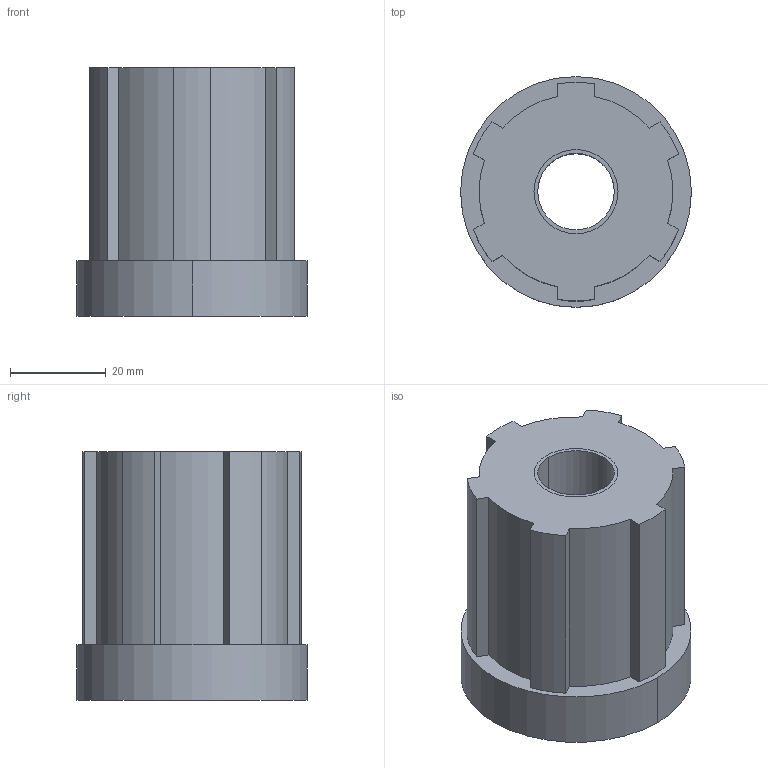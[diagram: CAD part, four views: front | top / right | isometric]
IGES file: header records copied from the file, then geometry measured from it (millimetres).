
Start section:  PTC IGES file: r018063081.igs
Global section: file name: r018063081.igs; native system: Pro/ENGINEER by Parametric Technology Corporation; preprocessor: 2005310; author: Andrea.Castagnoli; organization: Unknown; date: 070219.110221; units: millimetre
Bounding box: 48.3 x 48.3 x 52 mm (x, y, z)
Volume: 67913.4 mm3; surface area: 16929.6 mm2
Topology: 1 solids, 2 shells, 33 faces, 90 edges, 60 vertices
Faces by surface type: revolution 18, bspline 15
